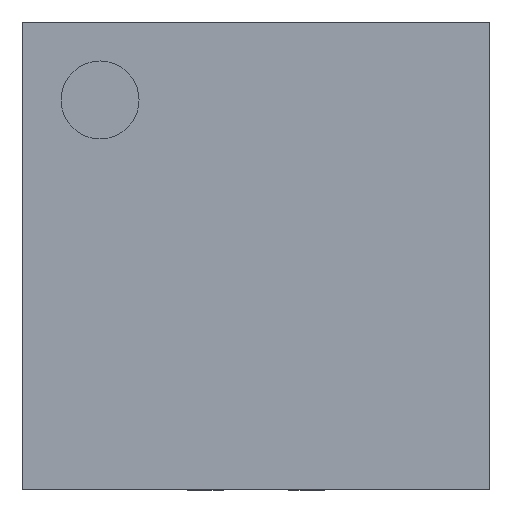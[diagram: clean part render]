
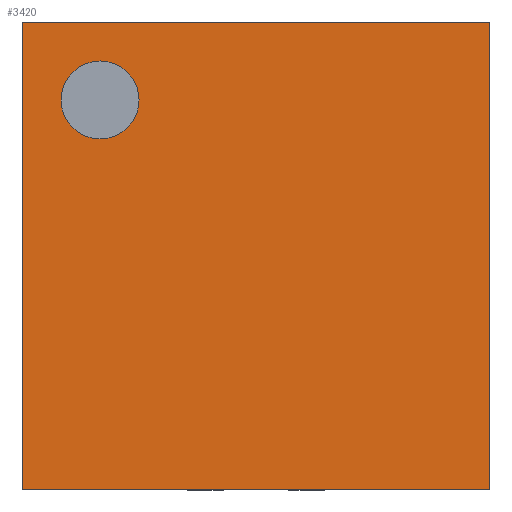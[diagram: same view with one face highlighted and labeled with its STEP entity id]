
A CAD part, top view. The second image highlights one B-rep face of the part: STEP entity #3420.
In plain terms, the highlighted free-form (B-spline) face has degree [1, 1] with [2, 2] control points.
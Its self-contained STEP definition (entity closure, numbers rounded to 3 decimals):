
#2142=CARTESIAN_POINT('',(-0.75,1.,1.0));
#2143=VERTEX_POINT('',#2142);
#2152=CARTESIAN_POINT('',(-1.25,1.,1.0));
#2153=VERTEX_POINT('',#2152);
#2154=CARTESIAN_POINT('',(-1.,1.,1.0));
#2155=DIRECTION('',(0.0,0.0,-1.0));
#2156=DIRECTION('',(1.0,0.0,0.0));
#2157=AXIS2_PLACEMENT_3D('',#2154,#2155,#2156);
#2158=CIRCLE('',#2157,0.25);
#2159=EDGE_CURVE('',#2153,#2143,#2158,.T.);
#2193=CARTESIAN_POINT('',(-1.,1.,1.0));
#2194=DIRECTION('',(0.0,0.0,-1.0));
#2195=DIRECTION('',(1.0,0.0,0.0));
#2196=AXIS2_PLACEMENT_3D('',#2193,#2194,#2195);
#2197=CIRCLE('',#2196,0.25);
#2198=EDGE_CURVE('',#2143,#2153,#2197,.T.);
#3377=CARTESIAN_POINT('',(-1.5,-1.5,1.0));
#3378=CARTESIAN_POINT('',(1.5,-1.5,1.0));
#3379=CARTESIAN_POINT('',(-1.5,1.5,1.0));
#3380=CARTESIAN_POINT('',(1.5,1.5,1.0));
#3381=B_SPLINE_SURFACE_WITH_KNOTS('',1,1,((#3377,#3379),(#3378,#3380)),.UNSPECIFIED.,.F.,.F.,.U.,(2,2),(2,2),(0.0,3.),(0.0,3.),.UNSPECIFIED.);
#3382=CARTESIAN_POINT('',(1.5,1.5,1.0));
#3383=VERTEX_POINT('',#3382);
#3384=CARTESIAN_POINT('',(1.5,-1.5,1.0));
#3385=VERTEX_POINT('',#3384);
#3386=CARTESIAN_POINT('',(1.5,1.5,1.0));
#3387=DIRECTION('',(0.0,-1.0,0.0));
#3388=VECTOR('',#3387,3.0);
#3389=LINE('',#3386,#3388);
#3390=EDGE_CURVE('',#3383,#3385,#3389,.T.);
#3391=ORIENTED_EDGE('',*,*,#3390,.F.);
#3392=CARTESIAN_POINT('',(-1.5,1.5,1.0));
#3393=VERTEX_POINT('',#3392);
#3394=CARTESIAN_POINT('',(-1.5,1.5,1.0));
#3395=DIRECTION('',(1.0,0.0,0.0));
#3396=VECTOR('',#3395,3.);
#3397=LINE('',#3394,#3396);
#3398=EDGE_CURVE('',#3393,#3383,#3397,.T.);
#3399=ORIENTED_EDGE('',*,*,#3398,.F.);
#3400=CARTESIAN_POINT('',(-1.5,-1.5,1.0));
#3401=VERTEX_POINT('',#3400);
#3402=CARTESIAN_POINT('',(-1.5,-1.5,1.0));
#3403=DIRECTION('',(0.0,1.0,0.0));
#3404=VECTOR('',#3403,3.0);
#3405=LINE('',#3402,#3404);
#3406=EDGE_CURVE('',#3401,#3393,#3405,.T.);
#3407=ORIENTED_EDGE('',*,*,#3406,.F.);
#3408=CARTESIAN_POINT('',(1.5,-1.5,1.0));
#3409=DIRECTION('',(-1.0,0.0,0.0));
#3410=VECTOR('',#3409,3.);
#3411=LINE('',#3408,#3410);
#3412=EDGE_CURVE('',#3385,#3401,#3411,.T.);
#3413=ORIENTED_EDGE('',*,*,#3412,.F.);
#3414=EDGE_LOOP('',(#3391,#3399,#3407,#3413));
#3415=FACE_OUTER_BOUND('',#3414,.T.);
#3416=ORIENTED_EDGE('',*,*,#2198,.T.);
#3417=ORIENTED_EDGE('',*,*,#2159,.T.);
#3418=EDGE_LOOP('',(#3416,#3417));
#3419=FACE_BOUND('',#3418,.T.);
#3420=ADVANCED_FACE('',(#3415,#3419),#3381,.T.);
